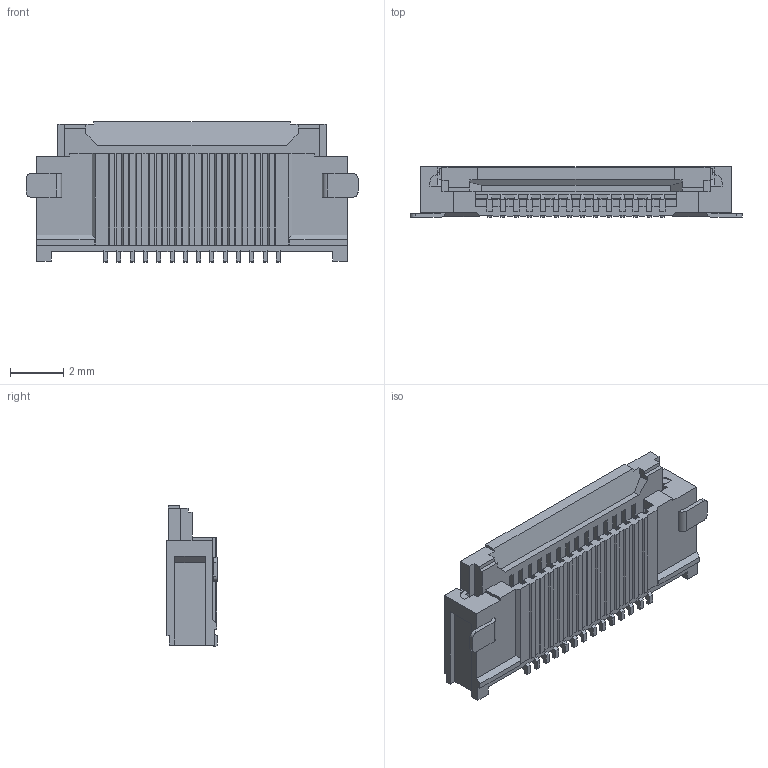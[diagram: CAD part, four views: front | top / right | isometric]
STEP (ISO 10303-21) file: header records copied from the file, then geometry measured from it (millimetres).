
FILE_DESCRIPTION((''),'2;1');
FILE_NAME('5051101497','2019-06-14T',('gga'),(''),'PRO/ENGINEER BY PARAMETRIC TECHNOLOGY CORPORATION, 2016010','PRO/ENGINEER BY PARAMETRIC TECHNOLOGY CORPORATION, 2016010','');
FILE_SCHEMA(('CONFIG_CONTROL_DESIGN'));
Length unit declared in the file: millimetre
Products named in the file (1): 5051101497
Bounding box: 12.5 x 1.9 x 5.3 mm (x, y, z)
Volume: 68.3 mm3; surface area: 306.2 mm2
Topology: 1 solids, 1 shells, 912 faces, 2686 edges, 1788 vertices
Faces by surface type: plane 784, cylinder 128
Entity records: 29848 total; most frequent: CARTESIAN_POINT 5330, ORIENTED_EDGE 5244, DIRECTION 4766, EDGE_CURVE 2622, VECTOR 2428, LINE 2428, VERTEX_POINT 1724, AXIS2_PLACEMENT_3D 1169
